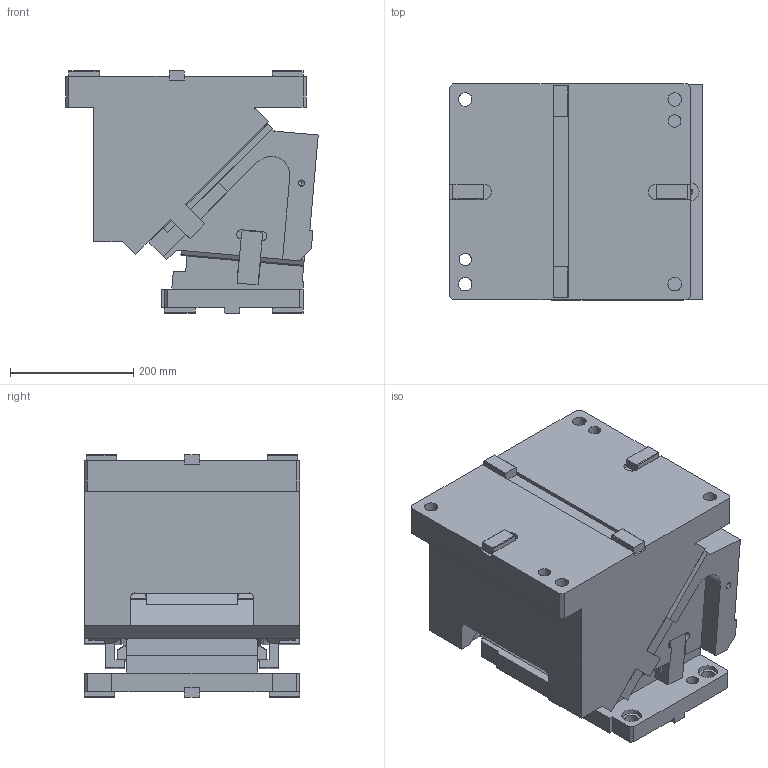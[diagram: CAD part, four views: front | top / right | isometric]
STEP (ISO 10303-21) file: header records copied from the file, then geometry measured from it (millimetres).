
FILE_DESCRIPTION(('CATIA V5 STEP Exchange'),'2;1');
FILE_NAME('CACV_350_05.stp','2015-04-24T14:18:04+00:00',('none'),('none'),'CATIA Version 5 Release 19 SP 2 (IN-10)','CATIA V5 STEP AP203','none');
FILE_SCHEMA(('CONFIG_CONTROL_DESIGN'));
Length unit declared in the file: millimetre
Products named in the file (1): CACV_350_05
Bounding box: 409.62 x 350 x 393 mm (x, y, z)
Volume: 34074725.3 mm3; surface area: 1462788.7 mm2
Topology: 3 solids, 5 shells, 579 faces, 1699 edges, 1127 vertices
Faces by surface type: plane 407, cylinder 148, cone 10, extrusion 6, torus 4, bspline 4
Entity records: 19749 total; most frequent: CARTESIAN_POINT 4858, ORIENTED_EDGE 3378, DIRECTION 2558, EDGE_CURVE 1689, VECTOR 1372, LINE 1366, VERTEX_POINT 1127, AXIS2_PLACEMENT_3D 686
